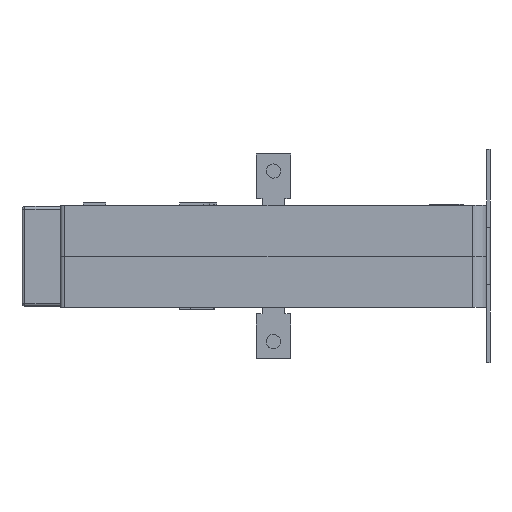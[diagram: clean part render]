
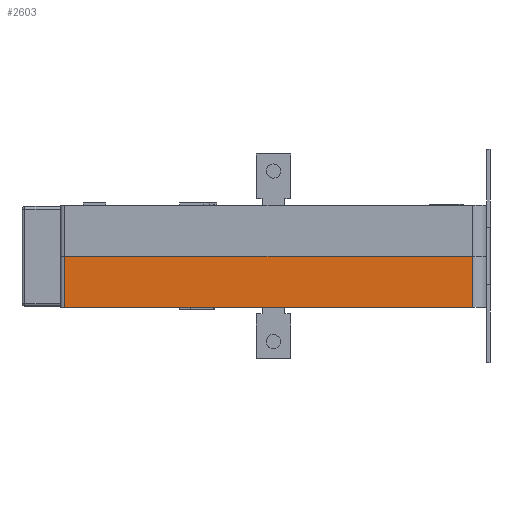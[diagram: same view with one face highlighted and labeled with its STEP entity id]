
A CAD part, left-side view. The second image highlights one B-rep face of the part: STEP entity #2603.
In plain terms, the highlighted planar face has unit normal (-1, 0, 0).
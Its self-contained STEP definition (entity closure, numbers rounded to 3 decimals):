
#778 = DIRECTION ( 'NONE',  ( 0., 0., 1. ) ) ;
#1776 = DIRECTION ( 'NONE',  ( 0., -1., 0. ) ) ;
#1840 = CARTESIAN_POINT ( 'NONE',  ( -49., -70., 0. ) ) ;
#2342 = DIRECTION ( 'NONE',  ( 0., -1., 0. ) ) ;
#2347 = DIRECTION ( 'NONE',  ( -1., 0., 0. ) ) ;
#2430 = PLANE ( 'NONE',  #19872 ) ;
#2603 = ADVANCED_FACE ( 'NONE', ( #5736 ), #2430, .T. ) ;
#2658 = EDGE_CURVE ( 'NONE', #25830, #24242, #5377, .T. ) ;
#2676 = CARTESIAN_POINT ( 'NONE',  ( -49., -70., -18. ) ) ;
#2730 = LINE ( 'NONE', #5355, #2908 ) ;
#2908 = VECTOR ( 'NONE', #5120, 1000. ) ;
#4000 = VECTOR ( 'NONE', #1776, 1000. ) ;
#5120 = DIRECTION ( 'NONE',  ( 0., 0., 1. ) ) ;
#5355 = CARTESIAN_POINT ( 'NONE',  ( -49., -70., -18. ) ) ;
#5377 = LINE ( 'NONE', #1840, #4000 ) ;
#5736 = FACE_OUTER_BOUND ( 'NONE', #18795, .T. ) ;
#6958 = ORIENTED_EDGE ( 'NONE', *, *, #17675, .F. ) ;
#9444 = VECTOR ( 'NONE', #778, 1000. ) ;
#9471 = LINE ( 'NONE', #29178, #9444 ) ;
#11886 = VECTOR ( 'NONE', #20146, 1000. ) ;
#11911 = LINE ( 'NONE', #20239, #11886 ) ;
#12297 = CARTESIAN_POINT ( 'NONE',  ( -49., -70., 0. ) ) ;
#15465 = CARTESIAN_POINT ( 'NONE',  ( -49., 73.5, -18. ) ) ;
#15691 = VERTEX_POINT ( 'NONE', #15465 ) ;
#16571 = VERTEX_POINT ( 'NONE', #20141 ) ;
#17598 = ORIENTED_EDGE ( 'NONE', *, *, #23338, .T. ) ;
#17675 = EDGE_CURVE ( 'NONE', #15691, #25830, #9471, .T. ) ;
#17956 = CARTESIAN_POINT ( 'NONE',  ( -49., 73.5, 0. ) ) ;
#18795 = EDGE_LOOP ( 'NONE', ( #28718, #6958, #25576, #17598 ) ) ;
#19872 = AXIS2_PLACEMENT_3D ( 'NONE', #2676, #2347, #2342 ) ;
#20141 = CARTESIAN_POINT ( 'NONE',  ( -49., -70., -18. ) ) ;
#20146 = DIRECTION ( 'NONE',  ( 0., -1., 0. ) ) ;
#20239 = CARTESIAN_POINT ( 'NONE',  ( -49., -70., -18. ) ) ;
#23338 = EDGE_CURVE ( 'NONE', #16571, #24242, #2730, .T. ) ;
#23883 = EDGE_CURVE ( 'NONE', #15691, #16571, #11911, .T. ) ;
#24242 = VERTEX_POINT ( 'NONE', #12297 ) ;
#25576 = ORIENTED_EDGE ( 'NONE', *, *, #23883, .T. ) ;
#25830 = VERTEX_POINT ( 'NONE', #17956 ) ;
#28718 = ORIENTED_EDGE ( 'NONE', *, *, #2658, .F. ) ;
#29178 = CARTESIAN_POINT ( 'NONE',  ( -49., 73.5, -18. ) ) ;
